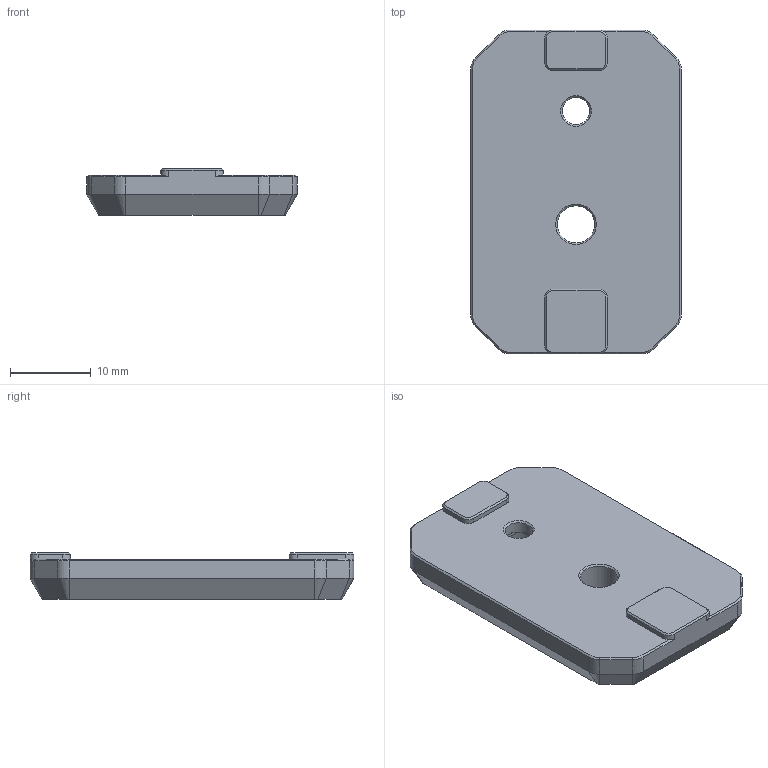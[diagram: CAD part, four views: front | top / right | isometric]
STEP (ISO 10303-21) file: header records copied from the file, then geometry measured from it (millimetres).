
FILE_DESCRIPTION(/* description */ (''),/* implementation_level */ '2;1');
FILE_NAME(/* name */ '[a]_rubber_foot_block_x4.step',/* time_stamp */ '2025-07-28T12:39:18+02:00',/* author */ (''),/* organization */ (''),/* preprocessor_version */ 'ST-DEVELOPER v20.1',/* originating_system */ 'Autodesk Translation Framework v14.10.0.0',/* authorisation */ '');
FILE_SCHEMA (('AUTOMOTIVE_DESIGN { 1 0 10303 214 3 1 1 }'));
Length unit declared in the file: millimetre
Products named in the file (1): [a]_rubber_foot_block_x4
Bounding box: 26 x 40 x 5.8 mm (x, y, z)
Volume: 4688.6 mm3; surface area: 2597.3 mm2
Topology: 1 solids, 1 shells, 100 faces, 239 edges, 142 vertices
Faces by surface type: plane 53, cone 28, cylinder 19
Full cylindrical faces by diameter (mm): 3.4 x1, 4.6 x1, 6 x1
Entity records: 2889 total; most frequent: DIRECTION 515, CARTESIAN_POINT 482, ORIENTED_EDGE 478, EDGE_CURVE 239, AXIS2_PLACEMENT_3D 175, LINE 165, VECTOR 165, VERTEX_POINT 142
